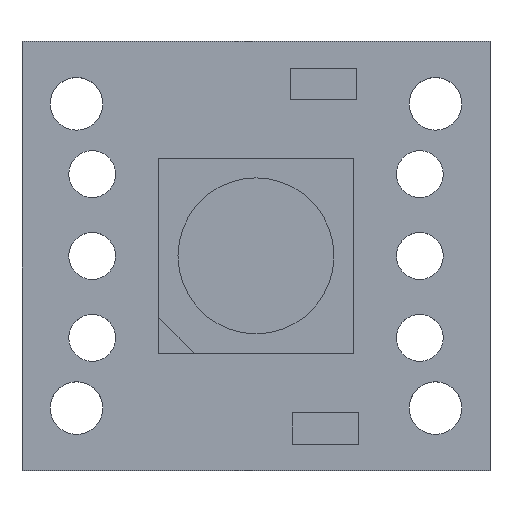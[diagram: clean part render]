
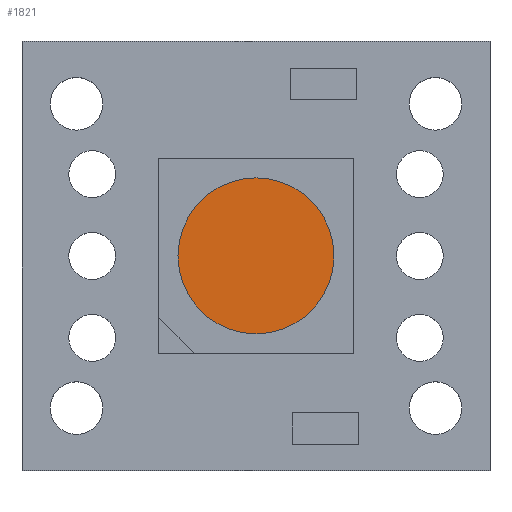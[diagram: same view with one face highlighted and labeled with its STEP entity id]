
A CAD part, top view. The second image highlights one B-rep face of the part: STEP entity #1821.
In plain terms, the highlighted planar face has unit normal (0, 0, 1).
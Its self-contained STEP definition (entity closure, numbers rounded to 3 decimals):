
#1730 = VERTEX_POINT('',#1731);
#1731 = CARTESIAN_POINT('',(2.,0.,0.31));
#1738 = CYLINDRICAL_SURFACE('',#1739,2.);
#1739 = AXIS2_PLACEMENT_3D('',#1740,#1741,#1742);
#1740 = CARTESIAN_POINT('',(0.,0.,0.));
#1741 = DIRECTION('',(0.,0.,-1.));
#1742 = DIRECTION('',(1.,0.,0.));
#1788 = EDGE_CURVE('',#1730,#1730,#1789,.T.);
#1789 = SURFACE_CURVE('',#1790,(#1795,#1801),.PCURVE_S1.);
#1790 = CIRCLE('',#1791,2.);
#1791 = AXIS2_PLACEMENT_3D('',#1792,#1793,#1794);
#1792 = CARTESIAN_POINT('',(0.,0.,0.31));
#1793 = DIRECTION('',(0.,0.,1.));
#1794 = DIRECTION('',(1.,0.,0.));
#1795 = PCURVE('',#1738,#1796);
#1796 = DEFINITIONAL_REPRESENTATION('',(#1797),#1800);
#1797 = B_SPLINE_CURVE_WITH_KNOTS('',1,(#1798,#1799),.UNSPECIFIED.,.F.,
  .F.,(2,2),(0.,6.283),.PIECEWISE_BEZIER_KNOTS.);
#1798 = CARTESIAN_POINT('',(6.283,-0.31));
#1799 = CARTESIAN_POINT('',(0.,-0.31));
#1800 = ( GEOMETRIC_REPRESENTATION_CONTEXT(2) 
PARAMETRIC_REPRESENTATION_CONTEXT() REPRESENTATION_CONTEXT('2D SPACE',''
  ) );
#1801 = PCURVE('',#1802,#1807);
#1802 = PLANE('',#1803);
#1803 = AXIS2_PLACEMENT_3D('',#1804,#1805,#1806);
#1804 = CARTESIAN_POINT('',(2.,0.,0.31));
#1805 = DIRECTION('',(0.,0.,-1.));
#1806 = DIRECTION('',(-1.,0.,0.));
#1807 = DEFINITIONAL_REPRESENTATION('',(#1808),#1816);
#1808 = ( BOUNDED_CURVE() B_SPLINE_CURVE(2,(#1809,#1810,#1811,#1812,
#1813,#1814,#1815),.UNSPECIFIED.,.F.,.F.) B_SPLINE_CURVE_WITH_KNOTS((1,2
    ,2,2,2,1),(-2.094,0.,2.094,4.189,
6.283,8.378),.UNSPECIFIED.) CURVE() 
GEOMETRIC_REPRESENTATION_ITEM() RATIONAL_B_SPLINE_CURVE((1.,0.5,1.,0.5,
1.,0.5,1.)) REPRESENTATION_ITEM('') );
#1809 = CARTESIAN_POINT('',(0.,0.));
#1810 = CARTESIAN_POINT('',(0.,3.464));
#1811 = CARTESIAN_POINT('',(3.,1.732));
#1812 = CARTESIAN_POINT('',(6.,0.));
#1813 = CARTESIAN_POINT('',(3.,-1.732));
#1814 = CARTESIAN_POINT('',(0.,-3.464));
#1815 = CARTESIAN_POINT('',(0.,0.));
#1816 = ( GEOMETRIC_REPRESENTATION_CONTEXT(2) 
PARAMETRIC_REPRESENTATION_CONTEXT() REPRESENTATION_CONTEXT('2D SPACE',''
  ) );
#1821 = ADVANCED_FACE('',(#1822),#1802,.F.);
#1822 = FACE_BOUND('',#1823,.T.);
#1823 = EDGE_LOOP('',(#1824));
#1824 = ORIENTED_EDGE('',*,*,#1788,.T.);
